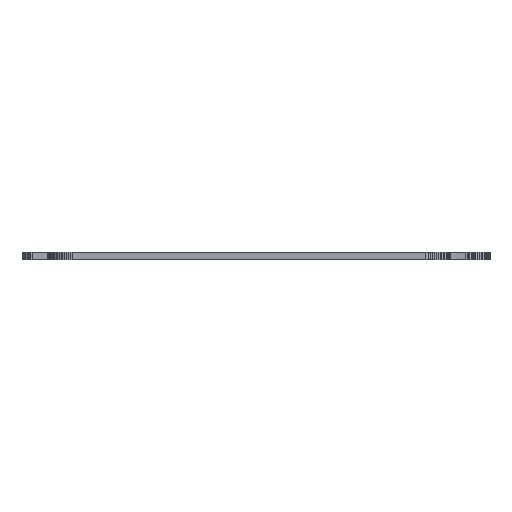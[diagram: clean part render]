
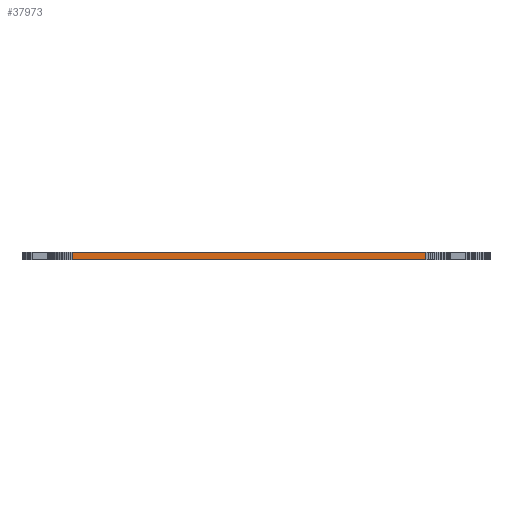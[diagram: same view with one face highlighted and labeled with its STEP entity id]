
A CAD part, left-side view. The second image highlights one B-rep face of the part: STEP entity #37973.
In plain terms, the highlighted planar face has unit normal (-1, 0, 0).
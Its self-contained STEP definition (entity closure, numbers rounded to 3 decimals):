
#83 = PLANE('',#84);
#84 = AXIS2_PLACEMENT_3D('',#85,#86,#87);
#85 = CARTESIAN_POINT('',(140.328,-98.061,1.6));
#86 = DIRECTION('',(-0.,-0.,-1.));
#87 = DIRECTION('',(-1.,0.,0.));
#137 = PLANE('',#138);
#138 = AXIS2_PLACEMENT_3D('',#139,#140,#141);
#139 = CARTESIAN_POINT('',(140.328,-98.061,0.));
#140 = DIRECTION('',(-0.,-0.,-1.));
#141 = DIRECTION('',(-1.,0.,0.));
#6210 = VERTEX_POINT('',#6211);
#6211 = CARTESIAN_POINT('',(-34.122,-132.83,0.));
#6225 = PLANE('',#6226);
#6226 = AXIS2_PLACEMENT_3D('',#6227,#6228,#6229);
#6227 = CARTESIAN_POINT('',(-34.103,-133.266,0.));
#6228 = DIRECTION('',(-0.999,-0.044,0.));
#6229 = DIRECTION('',(-0.044,0.999,0.));
#6237 = EDGE_CURVE('',#6210,#6238,#6240,.T.);
#6238 = VERTEX_POINT('',#6239);
#6239 = CARTESIAN_POINT('',(-34.149,-61.065,0.));
#6240 = SURFACE_CURVE('',#6241,(#6245,#6252),.PCURVE_S1.);
#6241 = LINE('',#6242,#6243);
#6242 = CARTESIAN_POINT('',(-34.122,-132.83,0.));
#6243 = VECTOR('',#6244,1.);
#6244 = DIRECTION('',(0.,1.,0.));
#6245 = PCURVE('',#137,#6246);
#6246 = DEFINITIONAL_REPRESENTATION('',(#6247),#6251);
#6247 = LINE('',#6248,#6249);
#6248 = CARTESIAN_POINT('',(174.45,-34.769));
#6249 = VECTOR('',#6250,1.);
#6250 = DIRECTION('',(0.,1.));
#6251 = ( GEOMETRIC_REPRESENTATION_CONTEXT(2) 
PARAMETRIC_REPRESENTATION_CONTEXT() REPRESENTATION_CONTEXT('2D SPACE',''
  ) );
#6252 = PCURVE('',#6253,#6258);
#6253 = PLANE('',#6254);
#6254 = AXIS2_PLACEMENT_3D('',#6255,#6256,#6257);
#6255 = CARTESIAN_POINT('',(-34.122,-132.83,0.));
#6256 = DIRECTION('',(-1.,0.,0.));
#6257 = DIRECTION('',(0.,1.,0.));
#6258 = DEFINITIONAL_REPRESENTATION('',(#6259),#6263);
#6259 = LINE('',#6260,#6261);
#6260 = CARTESIAN_POINT('',(0.,0.));
#6261 = VECTOR('',#6262,1.);
#6262 = DIRECTION('',(1.,0.));
#6263 = ( GEOMETRIC_REPRESENTATION_CONTEXT(2) 
PARAMETRIC_REPRESENTATION_CONTEXT() REPRESENTATION_CONTEXT('2D SPACE',''
  ) );
#6281 = PLANE('',#6282);
#6282 = AXIS2_PLACEMENT_3D('',#6283,#6284,#6285);
#6283 = CARTESIAN_POINT('',(-34.149,-61.065,0.));
#6284 = DIRECTION('',(-0.999,0.038,0.));
#6285 = DIRECTION('',(0.038,0.999,0.));
#24044 = VERTEX_POINT('',#24045);
#24045 = CARTESIAN_POINT('',(-34.122,-132.83,1.6));
#24066 = EDGE_CURVE('',#24044,#24067,#24069,.T.);
#24067 = VERTEX_POINT('',#24068);
#24068 = CARTESIAN_POINT('',(-34.149,-61.065,1.6));
#24069 = SURFACE_CURVE('',#24070,(#24074,#24081),.PCURVE_S1.);
#24070 = LINE('',#24071,#24072);
#24071 = CARTESIAN_POINT('',(-34.122,-132.83,1.6));
#24072 = VECTOR('',#24073,1.);
#24073 = DIRECTION('',(0.,1.,0.));
#24074 = PCURVE('',#83,#24075);
#24075 = DEFINITIONAL_REPRESENTATION('',(#24076),#24080);
#24076 = LINE('',#24077,#24078);
#24077 = CARTESIAN_POINT('',(174.45,-34.769));
#24078 = VECTOR('',#24079,1.);
#24079 = DIRECTION('',(0.,1.));
#24080 = ( GEOMETRIC_REPRESENTATION_CONTEXT(2) 
PARAMETRIC_REPRESENTATION_CONTEXT() REPRESENTATION_CONTEXT('2D SPACE',''
  ) );
#24081 = PCURVE('',#6253,#24082);
#24082 = DEFINITIONAL_REPRESENTATION('',(#24083),#24087);
#24083 = LINE('',#24084,#24085);
#24084 = CARTESIAN_POINT('',(0.,-1.6));
#24085 = VECTOR('',#24086,1.);
#24086 = DIRECTION('',(1.,0.));
#24087 = ( GEOMETRIC_REPRESENTATION_CONTEXT(2) 
PARAMETRIC_REPRESENTATION_CONTEXT() REPRESENTATION_CONTEXT('2D SPACE',''
  ) );
#37923 = EDGE_CURVE('',#6238,#24067,#37924,.T.);
#37924 = SURFACE_CURVE('',#37925,(#37929,#37936),.PCURVE_S1.);
#37925 = LINE('',#37926,#37927);
#37926 = CARTESIAN_POINT('',(-34.149,-61.065,0.));
#37927 = VECTOR('',#37928,1.);
#37928 = DIRECTION('',(0.,0.,1.));
#37929 = PCURVE('',#6281,#37930);
#37930 = DEFINITIONAL_REPRESENTATION('',(#37931),#37935);
#37931 = LINE('',#37932,#37933);
#37932 = CARTESIAN_POINT('',(0.,0.));
#37933 = VECTOR('',#37934,1.);
#37934 = DIRECTION('',(0.,-1.));
#37935 = ( GEOMETRIC_REPRESENTATION_CONTEXT(2) 
PARAMETRIC_REPRESENTATION_CONTEXT() REPRESENTATION_CONTEXT('2D SPACE',''
  ) );
#37936 = PCURVE('',#6253,#37937);
#37937 = DEFINITIONAL_REPRESENTATION('',(#37938),#37942);
#37938 = LINE('',#37939,#37940);
#37939 = CARTESIAN_POINT('',(71.765,0.));
#37940 = VECTOR('',#37941,1.);
#37941 = DIRECTION('',(0.,-1.));
#37942 = ( GEOMETRIC_REPRESENTATION_CONTEXT(2) 
PARAMETRIC_REPRESENTATION_CONTEXT() REPRESENTATION_CONTEXT('2D SPACE',''
  ) );
#37973 = ADVANCED_FACE('',(#37974),#6253,.T.);
#37974 = FACE_BOUND('',#37975,.T.);
#37975 = EDGE_LOOP('',(#37976,#37997,#37998,#37999));
#37976 = ORIENTED_EDGE('',*,*,#37977,.T.);
#37977 = EDGE_CURVE('',#6210,#24044,#37978,.T.);
#37978 = SURFACE_CURVE('',#37979,(#37983,#37990),.PCURVE_S1.);
#37979 = LINE('',#37980,#37981);
#37980 = CARTESIAN_POINT('',(-34.122,-132.83,0.));
#37981 = VECTOR('',#37982,1.);
#37982 = DIRECTION('',(0.,0.,1.));
#37983 = PCURVE('',#6253,#37984);
#37984 = DEFINITIONAL_REPRESENTATION('',(#37985),#37989);
#37985 = LINE('',#37986,#37987);
#37986 = CARTESIAN_POINT('',(0.,0.));
#37987 = VECTOR('',#37988,1.);
#37988 = DIRECTION('',(0.,-1.));
#37989 = ( GEOMETRIC_REPRESENTATION_CONTEXT(2) 
PARAMETRIC_REPRESENTATION_CONTEXT() REPRESENTATION_CONTEXT('2D SPACE',''
  ) );
#37990 = PCURVE('',#6225,#37991);
#37991 = DEFINITIONAL_REPRESENTATION('',(#37992),#37996);
#37992 = LINE('',#37993,#37994);
#37993 = CARTESIAN_POINT('',(0.436,0.));
#37994 = VECTOR('',#37995,1.);
#37995 = DIRECTION('',(0.,-1.));
#37996 = ( GEOMETRIC_REPRESENTATION_CONTEXT(2) 
PARAMETRIC_REPRESENTATION_CONTEXT() REPRESENTATION_CONTEXT('2D SPACE',''
  ) );
#37997 = ORIENTED_EDGE('',*,*,#24066,.T.);
#37998 = ORIENTED_EDGE('',*,*,#37923,.F.);
#37999 = ORIENTED_EDGE('',*,*,#6237,.F.);
